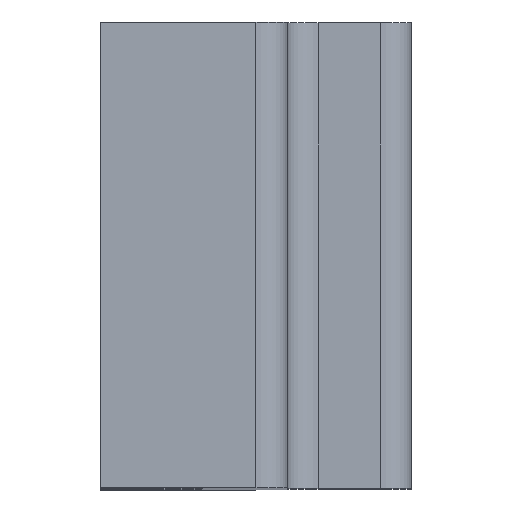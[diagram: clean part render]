
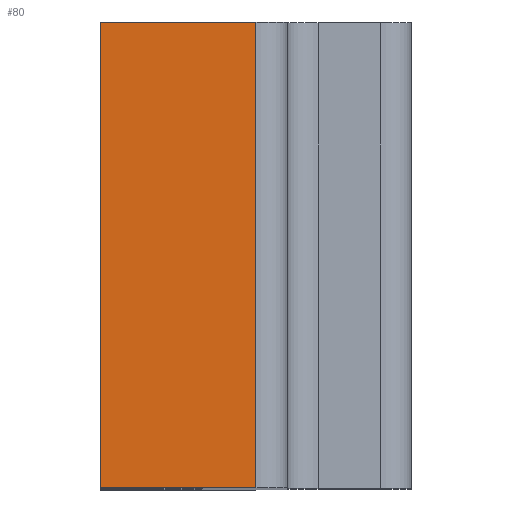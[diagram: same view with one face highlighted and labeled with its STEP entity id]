
A CAD part, top view. The second image highlights one B-rep face of the part: STEP entity #80.
In plain terms, the highlighted planar face has unit normal (0, 0, 1).
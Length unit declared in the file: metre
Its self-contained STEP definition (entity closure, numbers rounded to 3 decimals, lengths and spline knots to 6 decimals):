
#80 = ADVANCED_FACE( '', ( #165 ), #166, .T. );
#165 = FACE_OUTER_BOUND( '', #250, .T. );
#166 = PLANE( '', #251 );
#250 = EDGE_LOOP( '', ( #419, #420, #421, #422 ) );
#251 = AXIS2_PLACEMENT_3D( '', #423, #424, #425 );
#419 = ORIENTED_EDGE( '', *, *, #572, .F. );
#420 = ORIENTED_EDGE( '', *, *, #564, .T. );
#421 = ORIENTED_EDGE( '', *, *, #545, .T. );
#422 = ORIENTED_EDGE( '', *, *, #573, .F. );
#423 = CARTESIAN_POINT( '', ( 0.0132, -0.004, 0.036 ) );
#424 = DIRECTION( '', ( 0., 0., 1. ) );
#425 = DIRECTION( '', ( 1., 0., 0. ) );
#545 = EDGE_CURVE( '', #665, #663, #666, .T. );
#564 = EDGE_CURVE( '', #692, #665, #693, .F. );
#572 = EDGE_CURVE( '', #692, #702, #703, .T. );
#573 = EDGE_CURVE( '', #702, #663, #704, .T. );
#663 = VERTEX_POINT( '', #818 );
#665 = VERTEX_POINT( '', #821 );
#666 = LINE( '', #822, #823 );
#692 = VERTEX_POINT( '', #859 );
#693 = LINE( '', #860, #861 );
#702 = VERTEX_POINT( '', #871 );
#703 = LINE( '', #872, #873 );
#704 = LINE( '', #874, #875 );
#818 = CARTESIAN_POINT( '', ( 0.0082, -0.00025, 0.036 ) );
#821 = CARTESIAN_POINT( '', ( 0.0107, -0.00025, 0.036 ) );
#822 = CARTESIAN_POINT( '', ( 0.0132, -0.00025, 0.036 ) );
#823 = VECTOR( '', #956, 1. );
#859 = CARTESIAN_POINT( '', ( 0.0107, -0.00775, 0.036 ) );
#860 = CARTESIAN_POINT( '', ( 0.0107, -0.00025, 0.036 ) );
#861 = VECTOR( '', #976, 1. );
#871 = CARTESIAN_POINT( '', ( 0.0082, -0.00775, 0.036 ) );
#872 = CARTESIAN_POINT( '', ( 0.0132, -0.00775, 0.036 ) );
#873 = VECTOR( '', #987, 1. );
#874 = CARTESIAN_POINT( '', ( 0.0082, -0.004, 0.036 ) );
#875 = VECTOR( '', #988, 1. );
#956 = DIRECTION( '', ( -1., 0., 0. ) );
#976 = DIRECTION( '', ( 0., -1., 0. ) );
#987 = DIRECTION( '', ( -1., 0., 0. ) );
#988 = DIRECTION( '', ( 0., 1., 0. ) );
